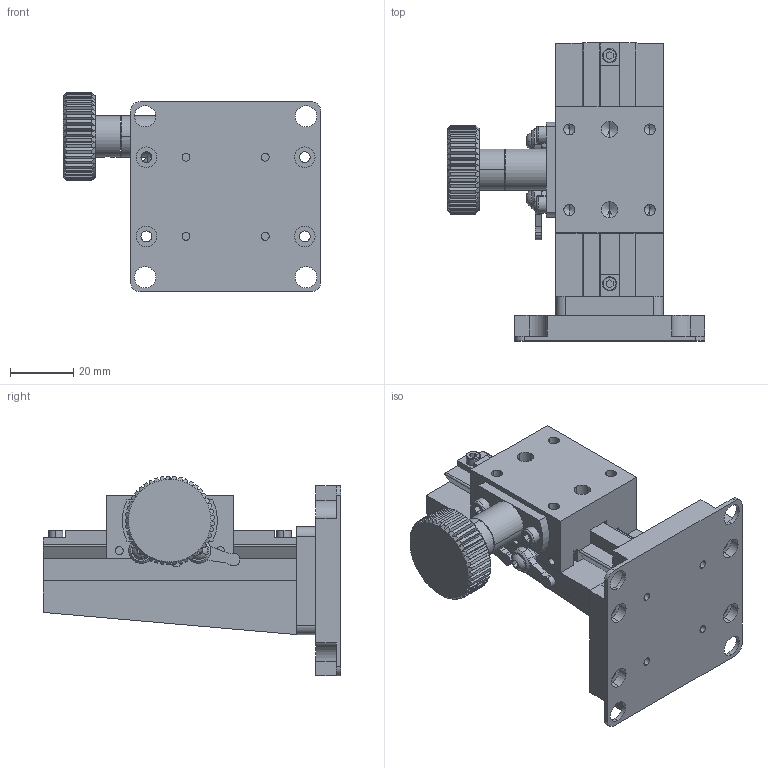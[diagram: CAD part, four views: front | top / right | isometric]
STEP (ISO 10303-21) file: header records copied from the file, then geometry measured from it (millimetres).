
FILE_DESCRIPTION (( 'STEP AP203' ), '1' );
FILE_NAME ('06TTS-Z.STEP', '2017-04-28T02:40:11', ( '' ), ( '' ), 'SwSTEP 2.0', 'SolidWorks 2016', '' );
FILE_SCHEMA (( 'CONFIG_CONTROL_DESIGN' ));
Length unit declared in the file: millimetre
Products named in the file (1): 06TTS-Z
Bounding box: 81.2 x 94 x 63 mm (x, y, z)
Volume: 99892.5 mm3; surface area: 45693.4 mm2
Topology: 28 solids, 28 shells, 1707 faces, 4469 edges, 2868 vertices
Faces by surface type: plane 989, cylinder 398, cone 165, bspline 119, torus 32, sphere 4
Entity records: 60073 total; most frequent: CARTESIAN_POINT 18426, ORIENTED_EDGE 8874, DIRECTION 8164, EDGE_CURVE 4437, LINE 2972, VECTOR 2972, VERTEX_POINT 2868, AXIS2_PLACEMENT_3D 2596
